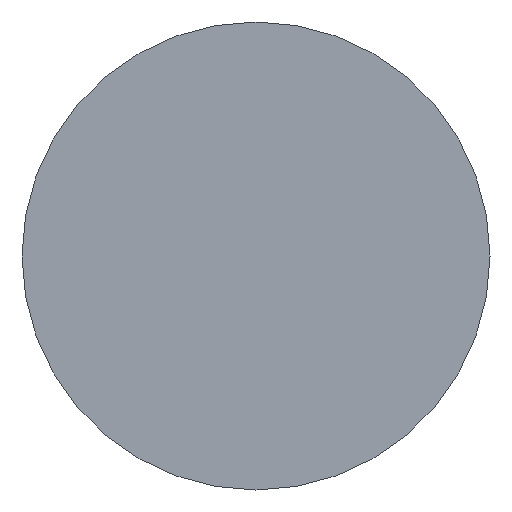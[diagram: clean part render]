
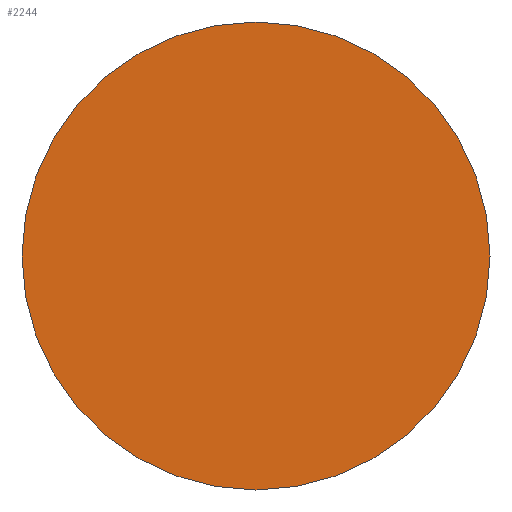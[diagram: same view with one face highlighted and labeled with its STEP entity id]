
A CAD part, front view. The second image highlights one B-rep face of the part: STEP entity #2244.
In plain terms, the highlighted planar face has unit normal (0, -1, 0).
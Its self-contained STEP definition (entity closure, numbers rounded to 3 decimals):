
#57 = EDGE_CURVE ( 'NONE', #491, #2268, #542, .T. ) ;
#85 = DIRECTION ( 'NONE',  ( 1., 0., 0. ) ) ;
#160 = EDGE_CURVE ( 'NONE', #2268, #491, #1841, .T. ) ;
#205 = CARTESIAN_POINT ( 'NONE',  ( 0., 0., 0. ) ) ;
#336 = AXIS2_PLACEMENT_3D ( 'NONE', #1007, #2132, #1590 ) ;
#491 = VERTEX_POINT ( 'NONE', #2246 ) ;
#542 = CIRCLE ( 'NONE', #336, 25. ) ;
#686 = CARTESIAN_POINT ( 'NONE',  ( -25., 0., 0. ) ) ;
#793 = ORIENTED_EDGE ( 'NONE', *, *, #160, .T. ) ;
#863 = FACE_OUTER_BOUND ( 'NONE', #2342, .T. ) ;
#1007 = CARTESIAN_POINT ( 'NONE',  ( 0., 0., 0. ) ) ;
#1060 = PLANE ( 'NONE',  #1467 ) ;
#1100 = DIRECTION ( 'NONE',  ( 0., -1., 0. ) ) ;
#1218 = AXIS2_PLACEMENT_3D ( 'NONE', #205, #1100, #1345 ) ;
#1345 = DIRECTION ( 'NONE',  ( 1., 0., 0. ) ) ;
#1459 = DIRECTION ( 'NONE',  ( 0., -1., 0. ) ) ;
#1467 = AXIS2_PLACEMENT_3D ( 'NONE', #2397, #1459, #85 ) ;
#1590 = DIRECTION ( 'NONE',  ( 1., 0., 0. ) ) ;
#1841 = CIRCLE ( 'NONE', #1218, 25. ) ;
#2132 = DIRECTION ( 'NONE',  ( 0., -1., 0. ) ) ;
#2244 = ADVANCED_FACE ( 'NONE', ( #863 ), #1060, .T. ) ;
#2246 = CARTESIAN_POINT ( 'NONE',  ( 25., 0., 0. ) ) ;
#2268 = VERTEX_POINT ( 'NONE', #686 ) ;
#2342 = EDGE_LOOP ( 'NONE', ( #2434, #793 ) ) ;
#2397 = CARTESIAN_POINT ( 'NONE',  ( -26., 0., -26.018 ) ) ;
#2434 = ORIENTED_EDGE ( 'NONE', *, *, #57, .T. ) ;
